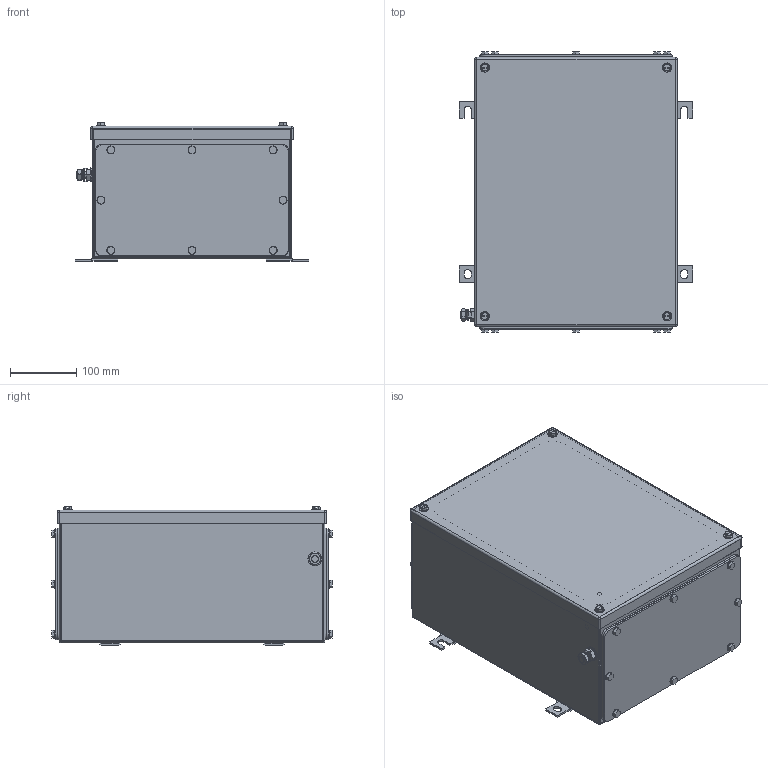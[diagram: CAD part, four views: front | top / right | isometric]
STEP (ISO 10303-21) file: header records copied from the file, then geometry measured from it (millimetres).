
FILE_DESCRIPTION(('CATIA V5 STEP Exchange','CAx-IF Rec.Pracs.--- Model Styling and Organization---1.4--- 2014-01-23'),'2;1');
FILE_NAME ('008646-4_2_1196070000_1196070000.stp','2019-09-25T06:04:12+00:00',('none'),('Weidmueller'),'CATIA Version 5-6 Release 2016 SP3 HF44','CATIA V5 STEP AP214','none');
FILE_SCHEMA(('AUTOMOTIVE_DESIGN { 1 0 10303 214 1 1 1 1 }'));
Length unit declared in the file: millimetre
Products named in the file (1): Product6_AllCATPart
Bounding box: 351 x 422 x 208.5 mm (x, y, z)
Volume: 1226233.6 mm3; surface area: 1352073.5 mm2
Topology: 72 solids, 72 shells, 1552 faces, 3560 edges, 2204 vertices
Faces by surface type: cylinder 646, plane 556, cone 304, torus 30, sphere 16
Entity records: 41673 total; most frequent: CARTESIAN_POINT 9020, ORIENTED_EDGE 6992, DIRECTION 5407, EDGE_CURVE 3496, AXIS2_PLACEMENT_3D 2540, VERTEX_POINT 2204, EDGE_LOOP 1824, VECTOR 1766
